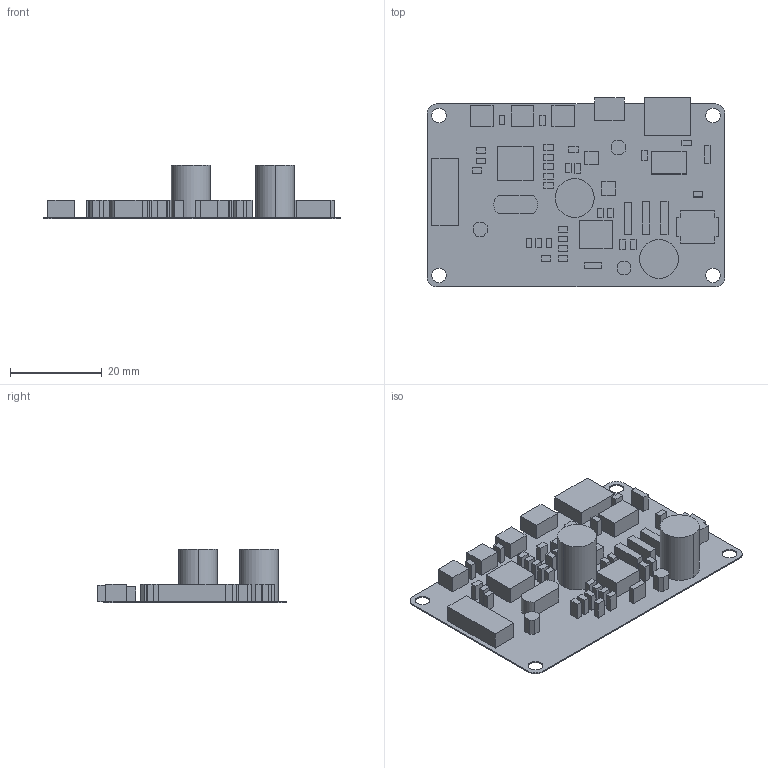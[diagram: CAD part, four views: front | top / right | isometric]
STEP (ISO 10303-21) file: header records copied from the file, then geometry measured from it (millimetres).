
FILE_DESCRIPTION(/* description */ ('PCB Design'),/* implementation_level */ '2;1');
FILE_NAME(/* name */ 'mainBoard',/* time_stamp */ '2022-12-02T09:29:21+08:00',/* author */ ('hans'),/* organization */ (''),/* preprocessor_version */ 'ST-DEVELOPER v15',/* originating_system */ 'allegro_16.6-2015S115',/* authorisation */ '');
FILE_SCHEMA (('AUTOMOTIVE_DESIGN'));
Length unit declared in the file: millimetre
Products named in the file (20): MAINBOARD; BOARD; COMPONENTS; SOP8; VALCON_CSP-USC16-TR; ID-BOARDA; M475S_2; ANT; KEY2P_3X6-SMT; SR0805; L_0630; CON-PH-2-0; SMA; LED_D3MM; CP_8X12; SC0805; SOT23-NPN; SOT23-PMOS; TSSOP16; QSOP24
Assembly tree (53 placements, depth 3):
  MAINBOARD
    BOARD
    COMPONENTS
      SOP8
      VALCON_CSP-USC16-TR
      ID-BOARDA  x3
      M475S_2
      ANT
      KEY2P_3X6-SMT
      SR0805  x15
      L_0630
      CON-PH-2-0  x2
      SMA  x3
      LED_D3MM  x3
      CP_8X12  x2
      SC0805  x13
      SOT23-NPN
      SOT23-PMOS
      TSSOP16
      QSOP24
Bounding box: 65.02 x 41.51 x 11.76 mm (x, y, z)
Surface area: 9655.6 mm2 (no closed solid volume)
Topology: 0 solids, 52 shells, 344 faces, 778 edges, 480 vertices
Faces by surface type: plane 322, cylinder 22
Entity records: 4337 total; most frequent: ORIENTED_EDGE 588, DIRECTION 461, CARTESIAN_POINT 356, EDGE_CURVE 318, AXIS2_PLACEMENT_3D 280, VECTOR 278, LINE 278, VERTEX_POINT 244
